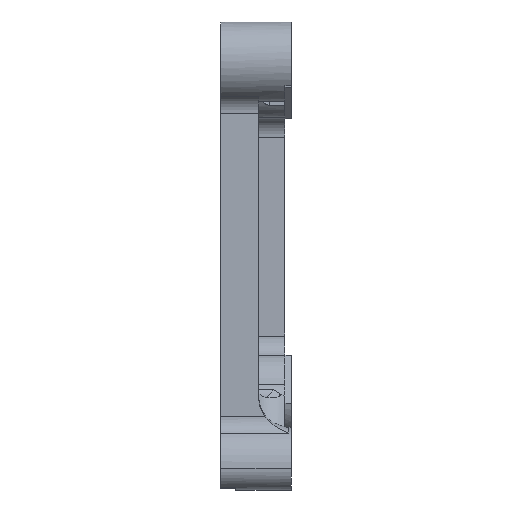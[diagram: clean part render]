
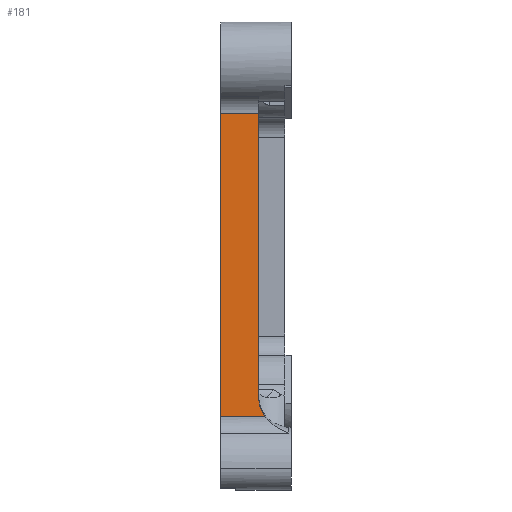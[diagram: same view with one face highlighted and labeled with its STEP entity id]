
A CAD part, front view. The second image highlights one B-rep face of the part: STEP entity #181.
In plain terms, the highlighted planar face has unit normal (0, -1, -0.002).
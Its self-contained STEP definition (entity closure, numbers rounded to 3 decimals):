
#136=B_SPLINE_CURVE_WITH_KNOTS('',3,(#3220,#3221,#3222,#3223,#3224,#3225,
#3226),.UNSPECIFIED.,.F.,.F.,(4,3,4),(0.,0.537,1.),
 .UNSPECIFIED.);
#181=ADVANCED_FACE('',(#321),#269,.T.);
#269=PLANE('',#2075);
#321=FACE_OUTER_BOUND('',#423,.T.);
#423=EDGE_LOOP('',(#834,#835,#836,#837,#838));
#834=ORIENTED_EDGE('',*,*,#1479,.T.);
#835=ORIENTED_EDGE('',*,*,#1552,.T.);
#836=ORIENTED_EDGE('',*,*,#1553,.T.);
#837=ORIENTED_EDGE('',*,*,#1549,.T.);
#838=ORIENTED_EDGE('',*,*,#1554,.T.);
#1277=VERTEX_POINT('',#3029);
#1278=VERTEX_POINT('',#3031);
#1326=VERTEX_POINT('',#3212);
#1327=VERTEX_POINT('',#3214);
#1328=VERTEX_POINT('',#3219);
#1479=EDGE_CURVE('',#1278,#1277,#1705,.T.);
#1549=EDGE_CURVE('',#1327,#1326,#1744,.T.);
#1552=EDGE_CURVE('',#1277,#1328,#1745,.T.);
#1553=EDGE_CURVE('',#1328,#1327,#136,.T.);
#1554=EDGE_CURVE('',#1326,#1278,#1746,.T.);
#1705=LINE('',#3030,#1858);
#1744=LINE('',#3213,#1897);
#1745=LINE('',#3218,#1898);
#1746=LINE('',#3227,#1899);
#1858=VECTOR('',#2358,1.);
#1897=VECTOR('',#2485,1.);
#1898=VECTOR('',#2492,1.);
#1899=VECTOR('',#2493,1.);
#2075=AXIS2_PLACEMENT_3D('',#3228,#2494,#2495);
#2358=DIRECTION('',(0.,0.002,-1.));
#2485=DIRECTION('',(0.,-0.002,1.));
#2492=DIRECTION('',(1.,0.,0.));
#2493=DIRECTION('',(-1.,0.,0.));
#2494=DIRECTION('',(0.,-1.,-0.002));
#2495=DIRECTION('',(0.,-0.002,1.));
#3029=CARTESIAN_POINT('',(-9.514,75.079,-22.188));
#3030=CARTESIAN_POINT('',(-9.514,75.087,-27.261));
#3031=CARTESIAN_POINT('',(-9.514,75.029,7.825));
#3212=CARTESIAN_POINT('',(-5.744,75.029,7.825));
#3213=CARTESIAN_POINT('',(-5.744,75.087,-27.261));
#3214=CARTESIAN_POINT('',(-5.744,75.075,-20.348));
#3218=CARTESIAN_POINT('',(-5.744,75.079,-22.188));
#3219=CARTESIAN_POINT('',(-5.144,75.079,-22.188));
#3220=CARTESIAN_POINT('',(-5.144,75.079,-22.188));
#3221=CARTESIAN_POINT('',(-5.35,75.078,-21.905));
#3222=CARTESIAN_POINT('',(-5.51,75.078,-21.582));
#3223=CARTESIAN_POINT('',(-5.611,75.077,-21.246));
#3224=CARTESIAN_POINT('',(-5.698,75.076,-20.956));
#3225=CARTESIAN_POINT('',(-5.744,75.076,-20.651));
#3226=CARTESIAN_POINT('',(-5.744,75.075,-20.348));
#3227=CARTESIAN_POINT('',(-9.514,75.029,7.825));
#3228=CARTESIAN_POINT('',(-5.744,75.087,-27.261));
